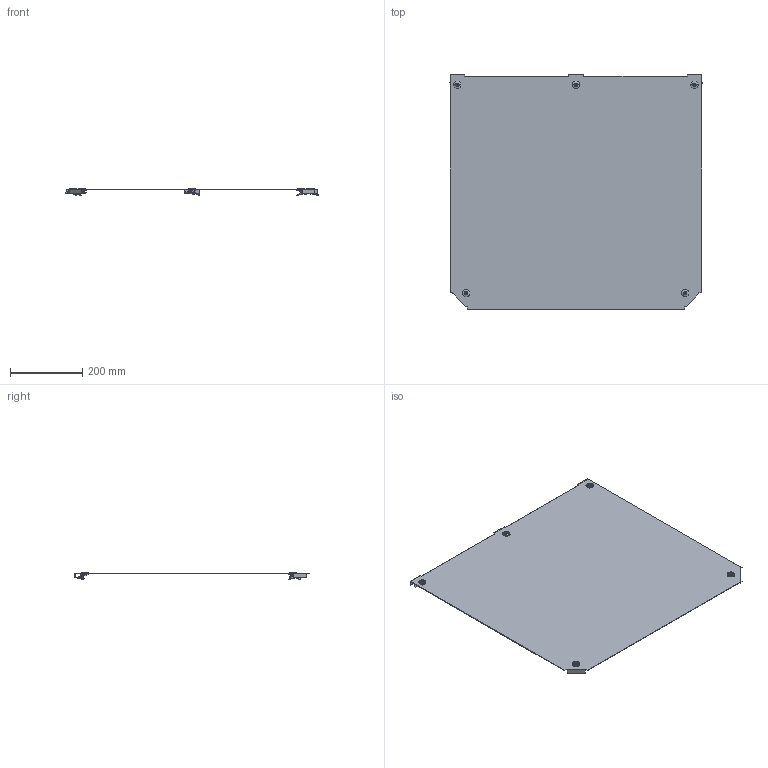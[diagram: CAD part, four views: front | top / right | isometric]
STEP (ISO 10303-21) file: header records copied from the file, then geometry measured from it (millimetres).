
FILE_DESCRIPTION (( 'STEP AP214' ), '1' );
FILE_NAME ('7138892.STEP', '2019-11-13T10:43:26', ( '' ), ( '' ), 'SwSTEP 2.0', 'SolidWorks 2018', '' );
FILE_SCHEMA (( 'AUTOMOTIVE_DESIGN' ));
Length unit declared in the file: millimetre
Products named in the file (5): 109905_quadratisch_1; 7138892; 120072_Standard_1; 099600_Standard_1; 048280_NB=600 d-16,5 f〉 Helix-Drehriegel
Assembly tree (8 placements, depth 3):
  7138892
    048280_NB=600 d-16,5 f〉 Helix-Drehriegel
    120072_Standard_1  x5
      099600_Standard_1
      109905_quadratisch_1
Bounding box: 699.85 x 650.99 x 21.36 mm (x, y, z)
Volume: 577376.4 mm3; surface area: 919060.6 mm2
Topology: 11 solids, 11 shells, 447 faces, 1170 edges, 750 vertices
Faces by surface type: plane 200, bspline 140, cone 65, cylinder 22, torus 20
Entity records: 6691 total; most frequent: CARTESIAN_POINT 3404, ORIENTED_EDGE 704, DIRECTION 546, EDGE_CURVE 352, VERTEX_POINT 230, LINE 210, VECTOR 210, AXIS2_PLACEMENT_3D 168
